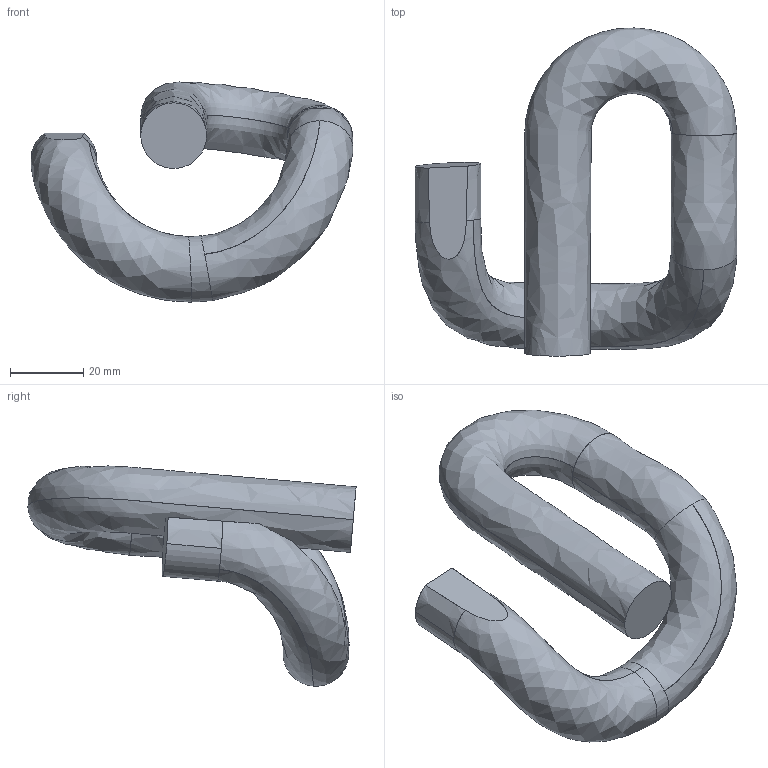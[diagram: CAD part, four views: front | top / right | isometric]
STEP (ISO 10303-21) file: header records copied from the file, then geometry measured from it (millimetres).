
FILE_DESCRIPTION(/* description */ (''),/* implementation_level */ '2;1');
FILE_NAME(/* name */ 'Elastic Rail.step',/* time_stamp */ '2024-01-20T15:44:00+05:30',/* author */ (''),/* organization */ (''),/* preprocessor_version */ 'ST-DEVELOPER v20',/* originating_system */ 'Autodesk Translation Framework v12.14.0.127',/* authorisation */ '');
FILE_SCHEMA (('AUTOMOTIVE_DESIGN { 1 0 10303 214 3 1 1 }'));
Length unit declared in the file: millimetre
Products named in the file (2): Elastic Rail Clip (e-Clip); Elastic Rail Clip (e-Clip)_1
Assembly tree (1 placements, depth 2):
  Elastic Rail Clip (e-Clip)
    Elastic Rail Clip (e-Clip)_1
Bounding box: 88.01 x 89.71 x 60.17 mm (x, y, z)
Surface area: 17032.7 mm2 (no closed solid volume)
Topology: 0 solids, 16 shells, 16 faces, 61 edges, 61 vertices
Faces by surface type: bspline 13, plane 3
Entity records: 2433 total; most frequent: CARTESIAN_POINT 1929, DIRECTION 80, VERTEX_POINT 61, EDGE_CURVE 61, ORIENTED_EDGE 61, AXIS2_PLACEMENT_3D 37, CIRCLE 29, STYLED_ITEM 16
